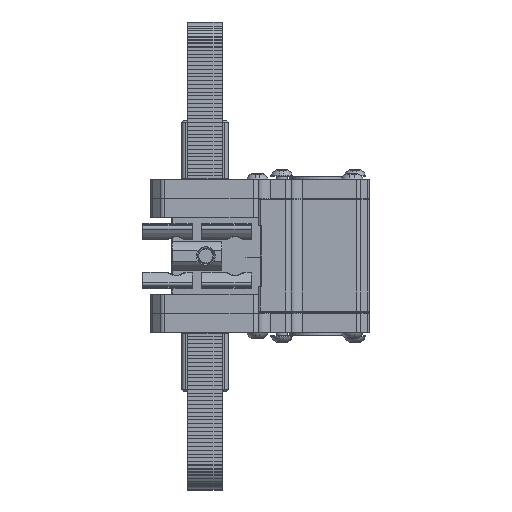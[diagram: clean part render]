
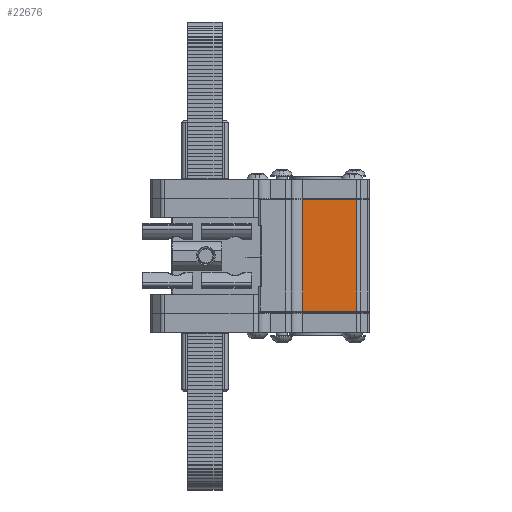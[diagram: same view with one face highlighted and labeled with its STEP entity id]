
A CAD part, left-side view. The second image highlights one B-rep face of the part: STEP entity #22676.
In plain terms, the highlighted face is planar.
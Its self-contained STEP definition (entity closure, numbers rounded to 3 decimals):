
#947=PLANE('',#24724);
#2077=FACE_OUTER_BOUND('',#3357,.T.);
#3357=EDGE_LOOP('',(#17612,#17613,#17614,#17615));
#4642=LINE('',#36700,#7262);
#4695=LINE('',#36874,#7315);
#4721=LINE('',#36970,#7341);
#4722=LINE('',#36972,#7342);
#7262=VECTOR('',#28075,10.);
#7315=VECTOR('',#28216,10.);
#7341=VECTOR('',#28322,10.);
#7342=VECTOR('',#28325,1.5);
#10629=VERTEX_POINT('',#36694);
#10630=VERTEX_POINT('',#36698);
#10682=VERTEX_POINT('',#36871);
#10683=VERTEX_POINT('',#36873);
#13129=EDGE_CURVE('',#10629,#10630,#4642,.T.);
#13205=EDGE_CURVE('',#10682,#10683,#4695,.T.);
#13254=EDGE_CURVE('',#10630,#10682,#4721,.T.);
#13255=EDGE_CURVE('',#10629,#10683,#4722,.T.);
#17612=ORIENTED_EDGE('',*,*,#13129,.F.);
#17613=ORIENTED_EDGE('',*,*,#13255,.T.);
#17614=ORIENTED_EDGE('',*,*,#13205,.F.);
#17615=ORIENTED_EDGE('',*,*,#13254,.F.);
#22676=ADVANCED_FACE('',(#2077),#947,.T.);
#24724=AXIS2_PLACEMENT_3D('',#36971,#28323,#28324);
#28075=DIRECTION('',(0.,1.,0.));
#28216=DIRECTION('',(0.,-1.,0.));
#28322=DIRECTION('',(0.,0.,-1.));
#28323=DIRECTION('center_axis',(1.,0.,0.));
#28324=DIRECTION('ref_axis',(0.,1.,0.));
#28325=DIRECTION('',(0.,0.,-1.));
#36694=CARTESIAN_POINT('',(183.5,-200.743,14.5));
#36698=CARTESIAN_POINT('',(183.5,-186.5,14.5));
#36700=CARTESIAN_POINT('',(183.5,-186.324,14.5));
#36871=CARTESIAN_POINT('',(183.5,-186.5,-14.9));
#36873=CARTESIAN_POINT('',(183.5,-200.743,-14.9));
#36874=CARTESIAN_POINT('',(183.5,-186.324,-14.9));
#36970=CARTESIAN_POINT('',(183.5,-186.5,-20.));
#36971=CARTESIAN_POINT('Origin',(183.5,-200.,5.));
#36972=CARTESIAN_POINT('',(183.5,-200.743,9.5));
